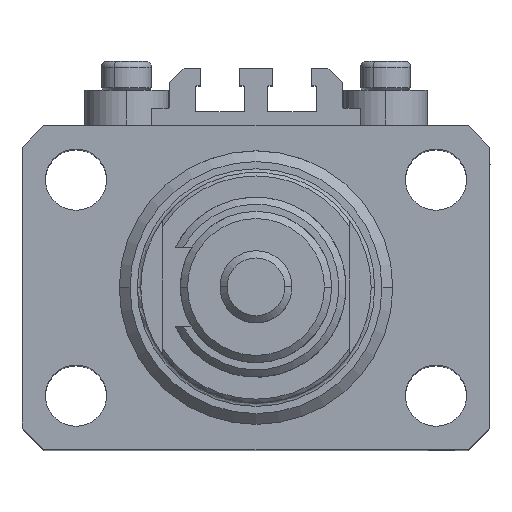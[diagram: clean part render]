
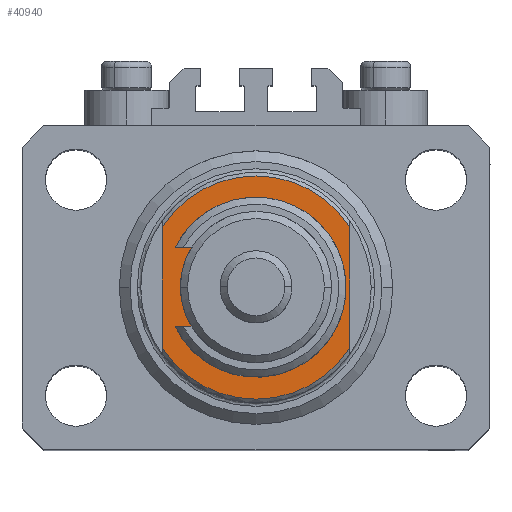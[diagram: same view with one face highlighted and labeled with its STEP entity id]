
A CAD part, top view. The second image highlights one B-rep face of the part: STEP entity #40940.
In plain terms, the highlighted face is planar.
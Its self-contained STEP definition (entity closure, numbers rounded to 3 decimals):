
#319 = DIRECTION ( 'NONE',  ( -1., 0., 0. ) ) ;
#1542 = FACE_BOUND ( 'NONE', #31671, .T. ) ;
#1790 = CARTESIAN_POINT ( 'NONE',  ( 0., 0., -6.5 ) ) ;
#4131 = DIRECTION ( 'NONE',  ( 0., 0., 1. ) ) ;
#4642 = VERTEX_POINT ( 'NONE', #36119 ) ;
#5032 = VERTEX_POINT ( 'NONE', #16661 ) ;
#5117 = AXIS2_PLACEMENT_3D ( 'NONE', #11381, #14961, #22584 ) ;
#5636 = CARTESIAN_POINT ( 'NONE',  ( -9.5, 0., -6.5 ) ) ;
#6886 = ORIENTED_EDGE ( 'NONE', *, *, #27700, .T. ) ;
#8677 = DIRECTION ( 'NONE',  ( 0., 0., -1. ) ) ;
#9135 = VECTOR ( 'NONE', #33353, 1000. ) ;
#10595 = CARTESIAN_POINT ( 'NONE',  ( -13., 8.441, -6.5 ) ) ;
#11381 = CARTESIAN_POINT ( 'NONE',  ( 0., 0., -6.5 ) ) ;
#12190 = ORIENTED_EDGE ( 'NONE', *, *, #21767, .T. ) ;
#13623 = EDGE_CURVE ( 'NONE', #30689, #4642, #22431, .T. ) ;
#13886 = EDGE_LOOP ( 'NONE', ( #6886, #12190, #23624, #46125 ) ) ;
#13919 = CARTESIAN_POINT ( 'NONE',  ( 0., 0., -6.5 ) ) ;
#14961 = DIRECTION ( 'NONE',  ( 0., 0., -1. ) ) ;
#15846 = AXIS2_PLACEMENT_3D ( 'NONE', #1790, #16322, #20142 ) ;
#16322 = DIRECTION ( 'NONE',  ( 0., 0., -1. ) ) ;
#16661 = CARTESIAN_POINT ( 'NONE',  ( 13., 8.441, -6.5 ) ) ;
#17873 = CARTESIAN_POINT ( 'NONE',  ( 13., -43.081, -6.5 ) ) ;
#19086 = CIRCLE ( 'NONE', #15846, 15.5 ) ;
#20142 = DIRECTION ( 'NONE',  ( -1., 0., 0. ) ) ;
#20376 = DIRECTION ( 'NONE',  ( -1., 0., 0. ) ) ;
#21665 = VECTOR ( 'NONE', #33855, 1000. ) ;
#21767 = EDGE_CURVE ( 'NONE', #5032, #33315, #40212, .T. ) ;
#22431 = LINE ( 'NONE', #45795, #21665 ) ;
#22584 = DIRECTION ( 'NONE',  ( -1., 0., 0. ) ) ;
#22986 = CARTESIAN_POINT ( 'NONE',  ( 13., -8.441, -6.5 ) ) ;
#23330 = CIRCLE ( 'NONE', #36293, 9.5 ) ;
#23624 = ORIENTED_EDGE ( 'NONE', *, *, #41594, .T. ) ;
#23741 = VERTEX_POINT ( 'NONE', #46812 ) ;
#24614 = AXIS2_PLACEMENT_3D ( 'NONE', #13919, #30167, #37542 ) ;
#27165 = AXIS2_PLACEMENT_3D ( 'NONE', #32317, #8677, #20376 ) ;
#27700 = EDGE_CURVE ( 'NONE', #30689, #5032, #47326, .T. ) ;
#27836 = CIRCLE ( 'NONE', #24614, 9.5 ) ;
#30167 = DIRECTION ( 'NONE',  ( 0., 0., 1. ) ) ;
#30689 = VERTEX_POINT ( 'NONE', #10595 ) ;
#31671 = EDGE_LOOP ( 'NONE', ( #37184, #31868 ) ) ;
#31868 = ORIENTED_EDGE ( 'NONE', *, *, #33910, .T. ) ;
#31883 = EDGE_CURVE ( 'NONE', #47221, #23741, #23330, .T. ) ;
#32317 = CARTESIAN_POINT ( 'NONE',  ( 0., 0., -6.5 ) ) ;
#32560 = FACE_OUTER_BOUND ( 'NONE', #13886, .T. ) ;
#33315 = VERTEX_POINT ( 'NONE', #22986 ) ;
#33353 = DIRECTION ( 'NONE',  ( 0., -1., 0. ) ) ;
#33855 = DIRECTION ( 'NONE',  ( 0., -1., 0. ) ) ;
#33910 = EDGE_CURVE ( 'NONE', #23741, #47221, #27836, .T. ) ;
#36119 = CARTESIAN_POINT ( 'NONE',  ( -13., -8.441, -6.5 ) ) ;
#36293 = AXIS2_PLACEMENT_3D ( 'NONE', #46589, #4131, #319 ) ;
#37184 = ORIENTED_EDGE ( 'NONE', *, *, #31883, .T. ) ;
#37542 = DIRECTION ( 'NONE',  ( -1., 0., 0. ) ) ;
#40212 = LINE ( 'NONE', #17873, #9135 ) ;
#40940 = ADVANCED_FACE ( 'NONE', ( #1542, #32560 ), #48051, .T. ) ;
#41594 = EDGE_CURVE ( 'NONE', #33315, #4642, #19086, .T. ) ;
#45795 = CARTESIAN_POINT ( 'NONE',  ( -13., -43.081, -6.5 ) ) ;
#46125 = ORIENTED_EDGE ( 'NONE', *, *, #13623, .F. ) ;
#46589 = CARTESIAN_POINT ( 'NONE',  ( 0., 0., -6.5 ) ) ;
#46812 = CARTESIAN_POINT ( 'NONE',  ( 9.5, 0., -6.5 ) ) ;
#47221 = VERTEX_POINT ( 'NONE', #5636 ) ;
#47326 = CIRCLE ( 'NONE', #5117, 15.5 ) ;
#48051 = PLANE ( 'NONE',  #27165 ) ;
